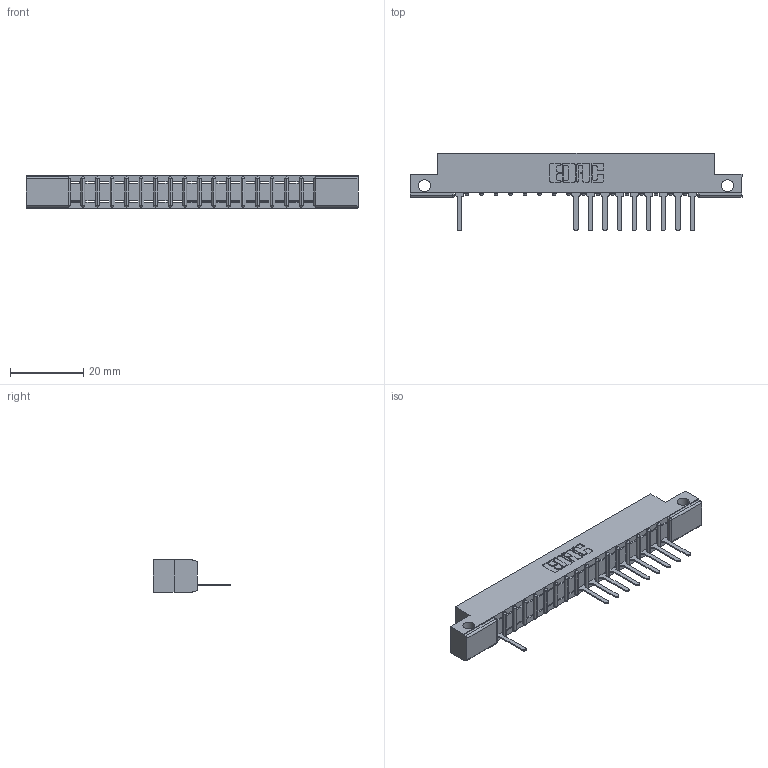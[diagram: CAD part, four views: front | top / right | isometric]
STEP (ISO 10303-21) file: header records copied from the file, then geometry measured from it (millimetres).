
FILE_DESCRIPTION (( 'STEP AP203' ), '1' );
FILE_NAME ('307-017-527-112.STEP', '2018-08-03T21:45:52', ( '' ), ( '' ), 'SwSTEP 2.0', 'SolidWorks 2016', '' );
FILE_SCHEMA (( 'CONFIG_CONTROL_DESIGN' ));
Length unit declared in the file: inch
Products named in the file (3): 307 Part_.128 Dia Side Mounting Holes; 307-290-001_527; 307-017-527-112
Assembly tree (11 placements, depth 2):
  307-017-527-112
    307 Part_.128 Dia Side Mounting Holes
    307-290-001_527  x10
Bounding box: 90.37 x 21.11 x 8.71 mm (x, y, z)
Volume: 5547.3 mm3; surface area: 7679.5 mm2
Topology: 11 solids, 11 shells, 836 faces, 2391 edges, 1530 vertices
Faces by surface type: plane 524, cylinder 276, sphere 36
Entity records: 17402 total; most frequent: CARTESIAN_POINT 2953, ORIENTED_EDGE 2946, DIRECTION 2879, EDGE_CURVE 1473, LINE 1119, VECTOR 1119, VERTEX_POINT 954, AXIS2_PLACEMENT_3D 880
